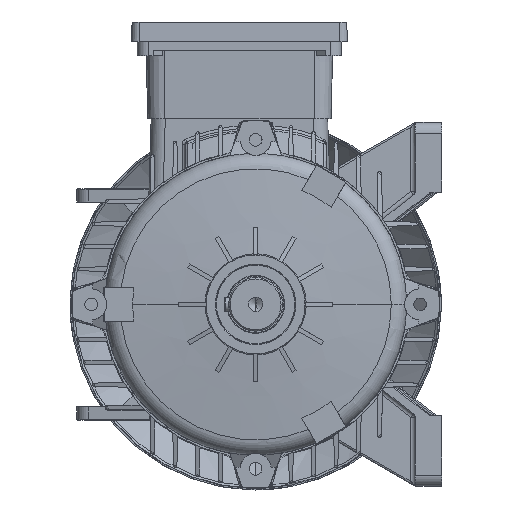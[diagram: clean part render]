
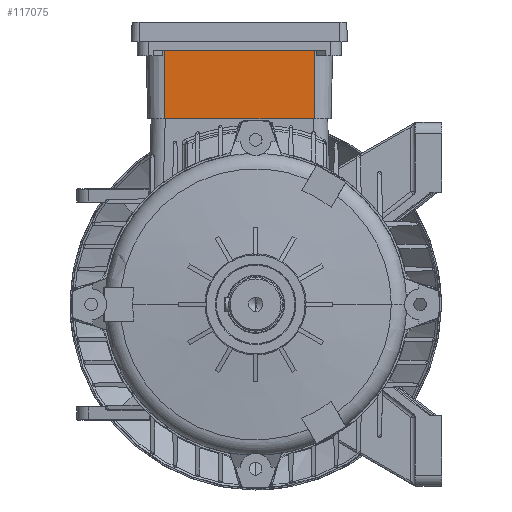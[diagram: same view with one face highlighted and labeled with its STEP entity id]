
A CAD part, left-side view. The second image highlights one B-rep face of the part: STEP entity #117075.
In plain terms, the highlighted face is planar.
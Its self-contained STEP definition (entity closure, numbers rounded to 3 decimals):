
#341 = LINE ( 'NONE', #39007, #20611 ) ;
#6862 = EDGE_CURVE ( 'NONE', #133877, #148648, #116604, .T. ) ;
#8007 = VERTEX_POINT ( 'NONE', #116628 ) ;
#9187 = LINE ( 'NONE', #151628, #111944 ) ;
#10219 = CARTESIAN_POINT ( 'NONE',  ( 12., 131.016, 48.5 ) ) ;
#11221 = DIRECTION ( 'NONE',  ( 0., 1., -0.021 ) ) ;
#15790 = DIRECTION ( 'NONE',  ( 0., -0.021, -1. ) ) ;
#20611 = VECTOR ( 'NONE', #15790, 1000. ) ;
#28655 = EDGE_CURVE ( 'NONE', #148648, #47359, #341, .T. ) ;
#29400 = CARTESIAN_POINT ( 'NONE',  ( 12., 131.016, 48.5 ) ) ;
#30399 = ORIENTED_EDGE ( 'NONE', *, *, #141666, .T. ) ;
#30718 = ORIENTED_EDGE ( 'NONE', *, *, #28655, .F. ) ;
#39007 = CARTESIAN_POINT ( 'NONE',  ( 12., 130., 0. ) ) ;
#41415 = ORIENTED_EDGE ( 'NONE', *, *, #118245, .T. ) ;
#43747 = PLANE ( 'NONE',  #59792 ) ;
#46039 = CARTESIAN_POINT ( 'NONE',  ( 12., 130., 0. ) ) ;
#46666 = CARTESIAN_POINT ( 'NONE',  ( 12., 130., 0. ) ) ;
#47359 = VERTEX_POINT ( 'NONE', #46666 ) ;
#56257 = EDGE_LOOP ( 'NONE', ( #30399, #30718, #117233, #41415 ) ) ;
#56377 = DIRECTION ( 'NONE',  ( 0., -0.021, -1. ) ) ;
#57635 = FACE_OUTER_BOUND ( 'NONE', #56257, .T. ) ;
#59792 = AXIS2_PLACEMENT_3D ( 'NONE', #46039, #11221, #82392 ) ;
#76585 = DIRECTION ( 'NONE',  ( -1., 0., 0. ) ) ;
#80710 = VECTOR ( 'NONE', #76585, 1000. ) ;
#82392 = DIRECTION ( 'NONE',  ( 0., 0.021, 1. ) ) ;
#107570 = VECTOR ( 'NONE', #152550, 1000. ) ;
#111944 = VECTOR ( 'NONE', #56377, 1000. ) ;
#116604 = LINE ( 'NONE', #29400, #80710 ) ;
#116628 = CARTESIAN_POINT ( 'NONE',  ( 118., 130., 0. ) ) ;
#117075 = ADVANCED_FACE ( 'NONE', ( #57635 ), #43747, .T. ) ;
#117233 = ORIENTED_EDGE ( 'NONE', *, *, #6862, .F. ) ;
#117547 = CARTESIAN_POINT ( 'NONE',  ( 118., 131.016, 48.5 ) ) ;
#118245 = EDGE_CURVE ( 'NONE', #133877, #8007, #9187, .T. ) ;
#133877 = VERTEX_POINT ( 'NONE', #117547 ) ;
#141666 = EDGE_CURVE ( 'NONE', #8007, #47359, #142443, .T. ) ;
#142443 = LINE ( 'NONE', #152265, #107570 ) ;
#148648 = VERTEX_POINT ( 'NONE', #10219 ) ;
#151628 = CARTESIAN_POINT ( 'NONE',  ( 118., 130., 0. ) ) ;
#152265 = CARTESIAN_POINT ( 'NONE',  ( 12., 130., 0. ) ) ;
#152550 = DIRECTION ( 'NONE',  ( -1., 0., 0. ) ) ;
